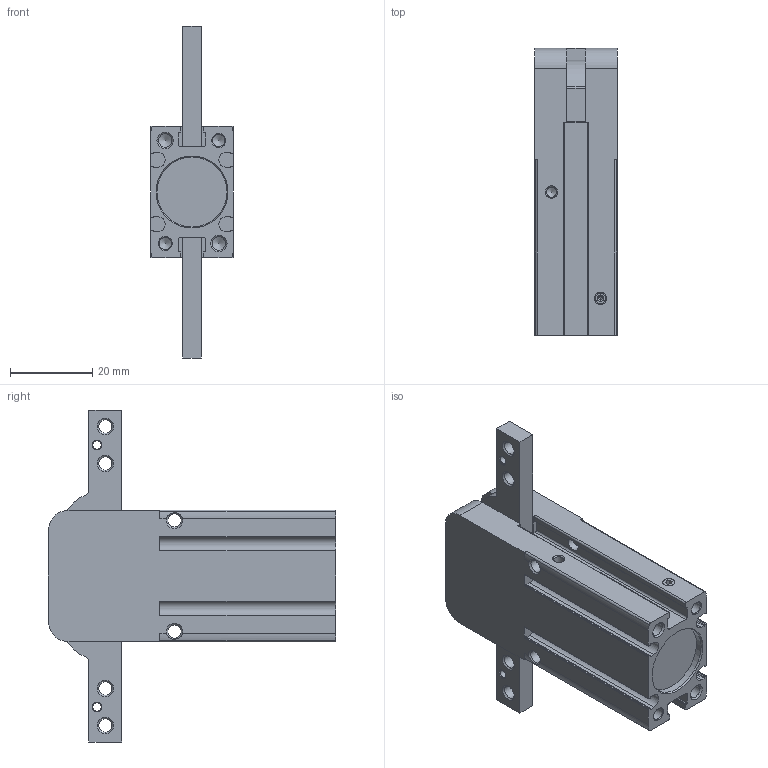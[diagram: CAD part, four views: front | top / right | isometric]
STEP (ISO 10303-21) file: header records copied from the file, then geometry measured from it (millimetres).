
FILE_DESCRIPTION(/* description */ ('STEP AP214'),/* implementation_level */ '2;1');
FILE_NAME(/* name */ '8128721_DHRC-16-A-S-NO',/* time_stamp */ '2024-08-19T20:51:59+02:00',/* author */ ('License CC BY-ND 4.0'),/* organization */ ('CADENAS'),/* preprocessor_version */ 'ST-DEVELOPER v19.3',/* originating_system */ 'PARTsolutions',/* authorisation */ ' ');
FILE_SCHEMA (('AUTOMOTIVE_DESIGN {1 0 10303 214 3 1 1}'));
Length unit declared in the file: millimetre
Products named in the file (4): 8128721 DHRC-16-A-S-NO---(0_high); 8128721 DHRC-16-A-S-NO---(high_h); 8128721 DHRC-16-A-S-NO---(high_J); 398225 M3-0.8---(high)
Assembly tree (4 placements, depth 2):
  8128721 DHRC-16-A-S-NO---(0_high)
    8128721 DHRC-16-A-S-NO---(high_h)
    8128721 DHRC-16-A-S-NO---(high_J)  x2
    398225 M3-0.8---(high)
Bounding box: 20 x 69.7 x 80.6 mm (x, y, z)
Volume: 38685.8 mm3; surface area: 15107.3 mm2
Topology: 4 solids, 4 shells, 251 faces, 700 edges, 452 vertices
Faces by surface type: cylinder 107, plane 101, cone 43
Full cylindrical faces by diameter (mm): 0.8 x1, 2 x2, 2.459 x2, 3 x11, 3.242 x12, 17 x1
Entity records: 7052 total; most frequent: CARTESIAN_POINT 1259, DIRECTION 1213, ORIENTED_EDGE 1108, EDGE_CURVE 554, AXIS2_PLACEMENT_3D 447, VERTEX_POINT 401, LINE 319, VECTOR 319
